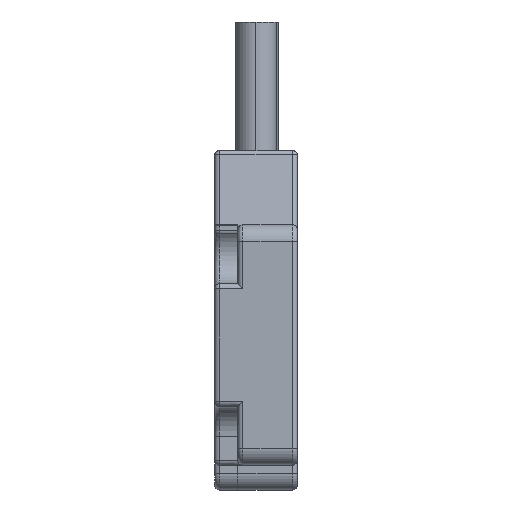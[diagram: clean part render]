
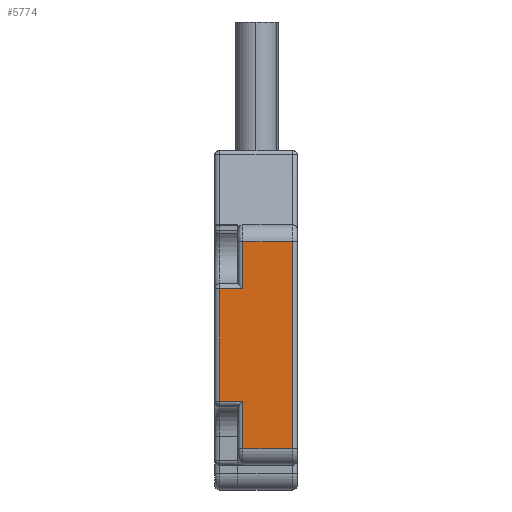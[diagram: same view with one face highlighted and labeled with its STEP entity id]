
A CAD part, left-side view. The second image highlights one B-rep face of the part: STEP entity #5774.
In plain terms, the highlighted planar face has unit normal (-1, 0, 0).
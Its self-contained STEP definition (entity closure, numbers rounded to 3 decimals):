
#117=DIRECTION('',(0.,0.,1.));
#118=VECTOR('',#117,12.5);
#119=CARTESIAN_POINT('',(-15.,0.3,-7.75));
#120=LINE('',#119,#118);
#1044=DIRECTION('',(0.,-1.,0.));
#1045=VECTOR('',#1044,1.4);
#1046=CARTESIAN_POINT('',(-15.,4.7,-4.9));
#1047=LINE('',#1046,#1045);
#1066=DIRECTION('',(0.,0.,-1.));
#1067=VECTOR('',#1066,6.8);
#1068=CARTESIAN_POINT('',(-15.,4.7,1.9));
#1069=LINE('',#1068,#1067);
#1099=DIRECTION('',(0.,1.,0.));
#1100=VECTOR('',#1099,1.4);
#1101=CARTESIAN_POINT('',(-15.,3.3,1.9));
#1102=LINE('',#1101,#1100);
#1190=DIRECTION('',(0.,1.,0.));
#1191=VECTOR('',#1190,3.);
#1192=CARTESIAN_POINT('',(-15.,0.3,4.75));
#1193=LINE('',#1192,#1191);
#1268=DIRECTION('',(0.,0.,-1.));
#1269=VECTOR('',#1268,2.85);
#1270=CARTESIAN_POINT('',(-15.,3.3,4.75));
#1271=LINE('',#1270,#1269);
#1374=DIRECTION('',(0.,-1.,0.));
#1375=VECTOR('',#1374,3.);
#1376=CARTESIAN_POINT('',(-15.,3.3,-7.75));
#1377=LINE('',#1376,#1375);
#1406=DIRECTION('',(0.,0.,-1.));
#1407=VECTOR('',#1406,2.85);
#1408=CARTESIAN_POINT('',(-15.,3.3,-4.9));
#1409=LINE('',#1408,#1407);
#4073=CARTESIAN_POINT('',(-15.,0.3,4.75));
#4074=VERTEX_POINT('',#4073);
#4075=CARTESIAN_POINT('',(-15.,0.3,-7.75));
#4076=VERTEX_POINT('',#4075);
#4140=CARTESIAN_POINT('',(-15.,4.7,-4.9));
#4141=VERTEX_POINT('',#4140);
#4142=CARTESIAN_POINT('',(-15.,3.3,-4.9));
#4143=VERTEX_POINT('',#4142);
#4144=CARTESIAN_POINT('',(-15.,4.7,1.9));
#4145=VERTEX_POINT('',#4144);
#4146=CARTESIAN_POINT('',(-15.,3.3,-7.75));
#4147=VERTEX_POINT('',#4146);
#4148=CARTESIAN_POINT('',(-15.,3.3,4.75));
#4149=VERTEX_POINT('',#4148);
#4150=CARTESIAN_POINT('',(-15.,3.3,1.9));
#4151=VERTEX_POINT('',#4150);
#5753=CARTESIAN_POINT('',(-15.,2.5,-1.5));
#5754=DIRECTION('',(1.,0.,0.));
#5755=DIRECTION('',(0.,0.,-1.));
#5756=AXIS2_PLACEMENT_3D('',#5753,#5754,#5755);
#5757=PLANE('',#5756);
#5759=ORIENTED_EDGE('',*,*,#5758,.F.);
#5761=ORIENTED_EDGE('',*,*,#5760,.F.);
#5763=ORIENTED_EDGE('',*,*,#5762,.F.);
#5765=ORIENTED_EDGE('',*,*,#5764,.F.);
#5766=ORIENTED_EDGE('',*,*,#5055,.F.);
#5768=ORIENTED_EDGE('',*,*,#5767,.F.);
#5770=ORIENTED_EDGE('',*,*,#5769,.F.);
#5771=ORIENTED_EDGE('',*,*,#5743,.F.);
#5772=EDGE_LOOP('',(#5759,#5761,#5763,#5765,#5766,#5768,#5770,#5771));
#5773=FACE_OUTER_BOUND('',#5772,.F.);
#5055=EDGE_CURVE('',#4076,#4074,#120,.T.);
#5743=EDGE_CURVE('',#4141,#4143,#1047,.T.);
#5758=EDGE_CURVE('',#4145,#4141,#1069,.T.);
#5760=EDGE_CURVE('',#4151,#4145,#1102,.T.);
#5762=EDGE_CURVE('',#4149,#4151,#1271,.T.);
#5764=EDGE_CURVE('',#4074,#4149,#1193,.T.);
#5767=EDGE_CURVE('',#4147,#4076,#1377,.T.);
#5769=EDGE_CURVE('',#4143,#4147,#1409,.T.);
#5774=ADVANCED_FACE('',(#5773),#5757,.F.);
